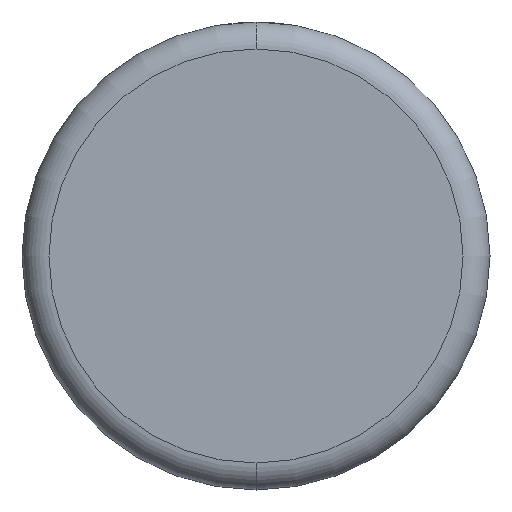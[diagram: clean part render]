
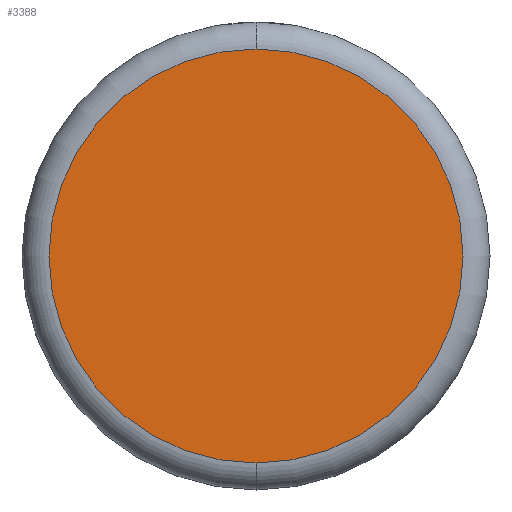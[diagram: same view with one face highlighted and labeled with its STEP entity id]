
A CAD part, front view. The second image highlights one B-rep face of the part: STEP entity #3388.
In plain terms, the highlighted planar face has unit normal (0, -1, 0).
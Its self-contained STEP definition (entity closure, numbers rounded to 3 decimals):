
#122 = EDGE_LOOP ( 'NONE', ( #4058, #2989 ) ) ;
#133 = FACE_OUTER_BOUND ( 'NONE', #122, .T. ) ;
#306 = CARTESIAN_POINT ( 'NONE',  ( 0., 0., 22.562 ) ) ;
#359 = CARTESIAN_POINT ( 'NONE',  ( 0., 0., 0. ) ) ;
#1123 = DIRECTION ( 'NONE',  ( 0., 0., 1. ) ) ;
#1232 = CARTESIAN_POINT ( 'NONE',  ( 0., 0., -22.562 ) ) ;
#1591 = VERTEX_POINT ( 'NONE', #1232 ) ;
#1616 = EDGE_CURVE ( 'NONE', #3322, #1591, #3899, .T. ) ;
#1648 = DIRECTION ( 'NONE',  ( 0., -1., 0. ) ) ;
#1682 = DIRECTION ( 'NONE',  ( 0., 0., 1. ) ) ;
#1881 = AXIS2_PLACEMENT_3D ( 'NONE', #2027, #4229, #1682 ) ;
#2027 = CARTESIAN_POINT ( 'NONE',  ( 0., 0., 0. ) ) ;
#2219 = PLANE ( 'NONE',  #4564 ) ;
#2989 = ORIENTED_EDGE ( 'NONE', *, *, #3229, .T. ) ;
#3229 = EDGE_CURVE ( 'NONE', #1591, #3322, #3537, .T. ) ;
#3289 = DIRECTION ( 'NONE',  ( 0., 1., 0. ) ) ;
#3322 = VERTEX_POINT ( 'NONE', #306 ) ;
#3388 = ADVANCED_FACE ( 'NONE', ( #133 ), #2219, .F. ) ;
#3537 = CIRCLE ( 'NONE', #4188, 22.562 ) ;
#3799 = DIRECTION ( 'NONE',  ( 0., 0., 1. ) ) ;
#3857 = CARTESIAN_POINT ( 'NONE',  ( 0., 0., 0. ) ) ;
#3899 = CIRCLE ( 'NONE', #1881, 22.562 ) ;
#4058 = ORIENTED_EDGE ( 'NONE', *, *, #1616, .T. ) ;
#4188 = AXIS2_PLACEMENT_3D ( 'NONE', #3857, #1648, #3799 ) ;
#4229 = DIRECTION ( 'NONE',  ( 0., -1., 0. ) ) ;
#4564 = AXIS2_PLACEMENT_3D ( 'NONE', #359, #3289, #1123 ) ;
